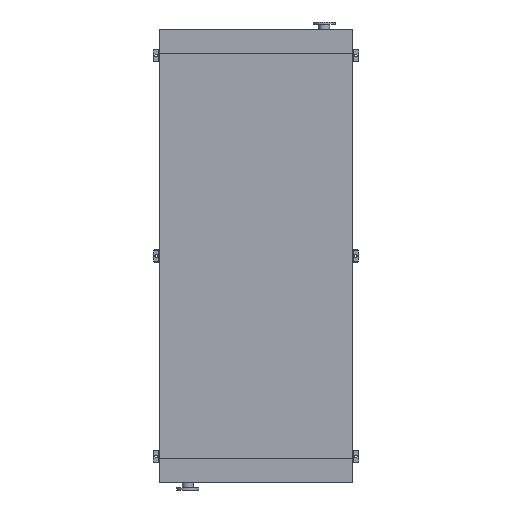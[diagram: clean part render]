
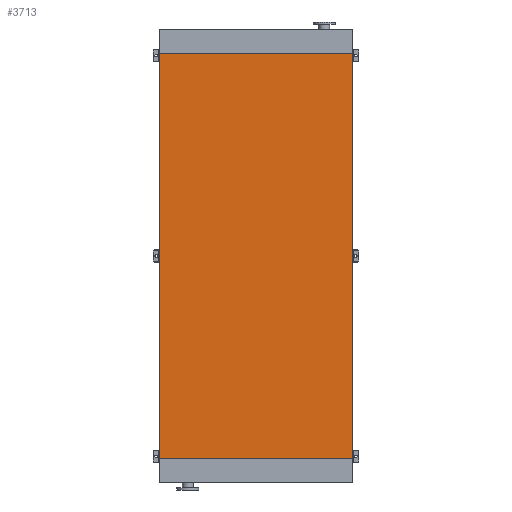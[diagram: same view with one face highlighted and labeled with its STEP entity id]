
A CAD part, front view. The second image highlights one B-rep face of the part: STEP entity #3713.
In plain terms, the highlighted planar face has unit normal (0, -1, 0).
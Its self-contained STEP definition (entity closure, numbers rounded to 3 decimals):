
#1094 = VECTOR ( 'NONE', #20869, 1000. ) ;
#1113 = ORIENTED_EDGE ( 'NONE', *, *, #18923, .F. ) ;
#3257 = CARTESIAN_POINT ( 'NONE',  ( 965., 0., 0. ) ) ;
#3355 = FACE_OUTER_BOUND ( 'NONE', #15879, .T. ) ;
#3434 = CARTESIAN_POINT ( 'NONE',  ( -965., 0., -4050. ) ) ;
#3713 = ADVANCED_FACE ( 'NONE', ( #3355 ), #13181, .T. ) ;
#4469 = VERTEX_POINT ( 'NONE', #8279 ) ;
#5890 = CARTESIAN_POINT ( 'NONE',  ( 965., 0., -4050. ) ) ;
#6077 = DIRECTION ( 'NONE',  ( 0., 0., 1. ) ) ;
#6301 = ORIENTED_EDGE ( 'NONE', *, *, #16831, .F. ) ;
#6920 = LINE ( 'NONE', #16203, #1094 ) ;
#6945 = ORIENTED_EDGE ( 'NONE', *, *, #17243, .T. ) ;
#7371 = LINE ( 'NONE', #5890, #20560 ) ;
#7752 = CARTESIAN_POINT ( 'NONE',  ( -965., 0., -4050. ) ) ;
#7849 = LINE ( 'NONE', #20726, #13984 ) ;
#8279 = CARTESIAN_POINT ( 'NONE',  ( -965., 0., 0. ) ) ;
#9924 = LINE ( 'NONE', #3434, #22440 ) ;
#12084 = ORIENTED_EDGE ( 'NONE', *, *, #15308, .T. ) ;
#12295 = VERTEX_POINT ( 'NONE', #3257 ) ;
#13181 = PLANE ( 'NONE',  #13333 ) ;
#13240 = VERTEX_POINT ( 'NONE', #7752 ) ;
#13333 = AXIS2_PLACEMENT_3D ( 'NONE', #13500, #13426, #13406 ) ;
#13406 = DIRECTION ( 'NONE',  ( 0., 0., -1. ) ) ;
#13426 = DIRECTION ( 'NONE',  ( 0., -1., 0. ) ) ;
#13500 = CARTESIAN_POINT ( 'NONE',  ( -965., 0., -4050. ) ) ;
#13984 = VECTOR ( 'NONE', #16055, 1000. ) ;
#15308 = EDGE_CURVE ( 'NONE', #21900, #12295, #7371, .T. ) ;
#15879 = EDGE_LOOP ( 'NONE', ( #6301, #1113, #6945, #12084 ) ) ;
#16055 = DIRECTION ( 'NONE',  ( 1., 0., 0. ) ) ;
#16203 = CARTESIAN_POINT ( 'NONE',  ( -965., 0., 0. ) ) ;
#16743 = DIRECTION ( 'NONE',  ( 0., 0., 1. ) ) ;
#16831 = EDGE_CURVE ( 'NONE', #4469, #12295, #6920, .T. ) ;
#17243 = EDGE_CURVE ( 'NONE', #13240, #21900, #7849, .T. ) ;
#18923 = EDGE_CURVE ( 'NONE', #13240, #4469, #9924, .T. ) ;
#20560 = VECTOR ( 'NONE', #6077, 1000. ) ;
#20726 = CARTESIAN_POINT ( 'NONE',  ( -965., 0., -4050. ) ) ;
#20869 = DIRECTION ( 'NONE',  ( 1., 0., 0. ) ) ;
#21633 = CARTESIAN_POINT ( 'NONE',  ( 965., 0., -4050. ) ) ;
#21900 = VERTEX_POINT ( 'NONE', #21633 ) ;
#22440 = VECTOR ( 'NONE', #16743, 1000. ) ;
